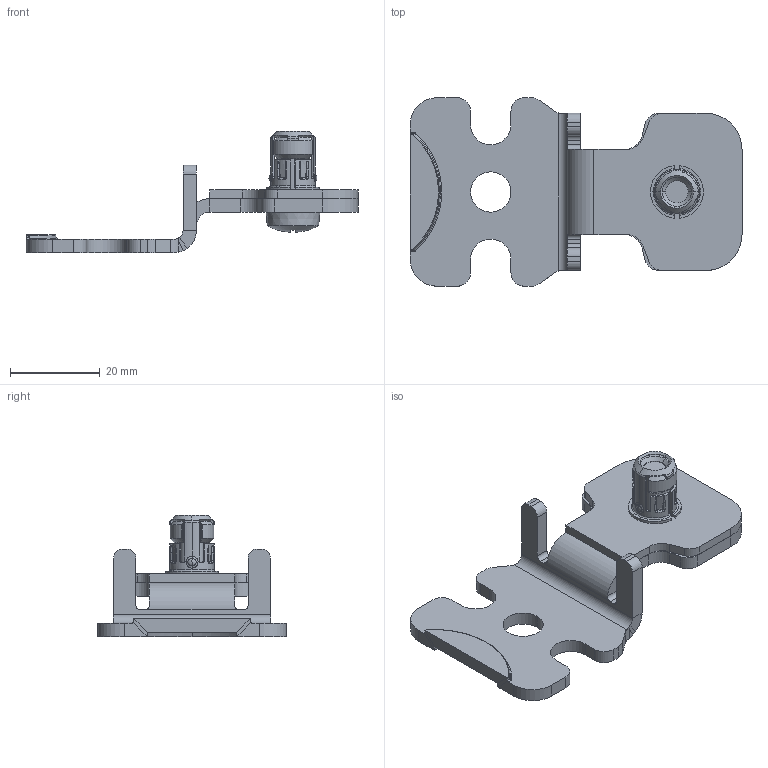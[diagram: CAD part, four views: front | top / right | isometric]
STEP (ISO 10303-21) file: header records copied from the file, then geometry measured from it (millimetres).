
FILE_DESCRIPTION(('STEP AP242'),'1');
FILE_NAME('nsyaefpfsc.stp','2020-08-04T12:50:44',('TraceParts'),('TraceParts S.A.'),'Spatial InterOp 3D',' ',' ');
FILE_SCHEMA(('AP242_MANAGED_MODEL_BASED_3D_ENGINEERING_MIM_LF {1 0 10303 442 1 1 4}'));
Length unit declared in the file: millimetre
Products named in the file (1): nsyaefpfsc_1
Bounding box: 74 x 42 x 27 mm (x, y, z)
Volume: 10681.7 mm3; surface area: 9940.8 mm2
Topology: 5 solids, 5 shells, 405 faces, 1061 edges, 666 vertices
Faces by surface type: plane 121, cylinder 104, bspline 78, torus 52, cone 36, sphere 14
Entity records: 27299 total; most frequent: CARTESIAN_POINT 14401, ORIENTED_EDGE 2106, DIRECTION 1959, EDGE_CURVE 1053, AXIS2_PLACEMENT_3D 788, VERTEX_POINT 666, CIRCLE 446, EDGE_LOOP 423
